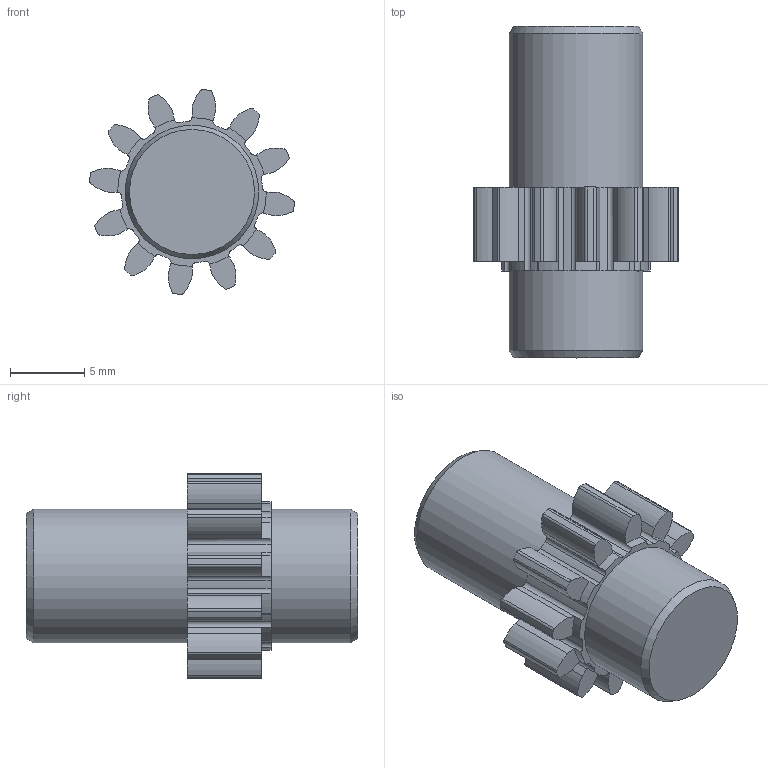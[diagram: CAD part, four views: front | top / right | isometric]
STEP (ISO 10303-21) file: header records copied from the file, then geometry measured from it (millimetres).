
FILE_DESCRIPTION(/* description */ (''),/* implementation_level */ '2;1');
FILE_NAME(/* name */ 'ACWA-0051-BB_MANCHON_MOT_BL_ROT v15_plantaire.step',/* time_stamp */ '2024-02-29T13:39:15+01:00',/* author */ (''),/* organization */ (''),/* preprocessor_version */ 'ST-DEVELOPER v20',/* originating_system */ 'Autodesk Translation Framework v12.20.1.177',/* authorisation */ '');
FILE_SCHEMA (('AUTOMOTIVE_DESIGN { 1 0 10303 214 3 1 1 }'));
Length unit declared in the file: millimetre
Products named in the file (1): ACWA-0051-BB_MANCHON_MOT_BL_ROT
Bounding box: 13.82 x 22.35 x 13.82 mm (x, y, z)
Volume: 1561.7 mm3; surface area: 1153.2 mm2
Topology: 1 solids, 1 shells, 161 faces, 462 edges, 306 vertices
Faces by surface type: cylinder 89, plane 43, bspline 24, cone 5
Full cylindrical faces by diameter (mm): 9 x2
Entity records: 5563 total; most frequent: CARTESIAN_POINT 1266, ORIENTED_EDGE 924, DIRECTION 897, EDGE_CURVE 462, AXIS2_PLACEMENT_3D 345, VERTEX_POINT 306, LINE 207, VECTOR 207
